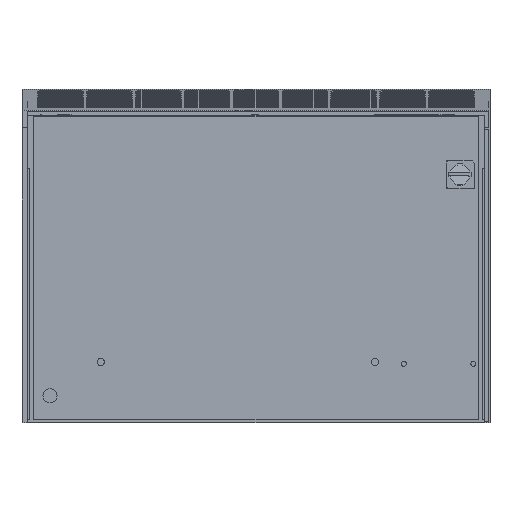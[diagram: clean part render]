
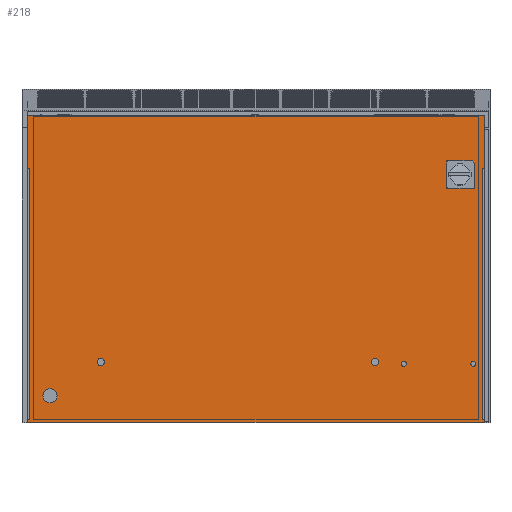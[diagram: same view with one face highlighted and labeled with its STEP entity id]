
A CAD part, front view. The second image highlights one B-rep face of the part: STEP entity #218.
In plain terms, the highlighted planar face has unit normal (0, -1, 0).
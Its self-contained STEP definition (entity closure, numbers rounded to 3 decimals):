
#218=ADVANCED_FACE('',(#2062,#2063,#2064,#2065,#2066,#2067,#2068),#2069,.T.);
#2062=FACE_OUTER_BOUND('',#6132,.T.);
#2063=FACE_BOUND('',#6133,.T.);
#2064=FACE_BOUND('',#6134,.T.);
#2065=FACE_BOUND('',#6135,.T.);
#2066=FACE_BOUND('',#6136,.T.);
#2067=FACE_BOUND('',#6137,.T.);
#2068=FACE_BOUND('',#6138,.T.);
#2069=PLANE('',#6139);
#6132=EDGE_LOOP('',(#11068,#11069,#11070,#11071,#11072,#11073,#11074,#11075,#11076,#11077,#11078,#11079));
#6133=EDGE_LOOP('',(#11080,#11081));
#6134=EDGE_LOOP('',(#11082,#11083));
#6135=EDGE_LOOP('',(#11084,#11085,#11086,#11087,#11088));
#6136=EDGE_LOOP('',(#11089,#11090));
#6137=EDGE_LOOP('',(#11091,#11092));
#6138=EDGE_LOOP('',(#11093,#11094));
#6139=AXIS2_PLACEMENT_3D('',#11095,#11096,#11097);
#11068=ORIENTED_EDGE('',*,*,#25364,.F.);
#11069=ORIENTED_EDGE('',*,*,#25369,.T.);
#11070=ORIENTED_EDGE('',*,*,#25370,.T.);
#11071=ORIENTED_EDGE('',*,*,#25371,.F.);
#11072=ORIENTED_EDGE('',*,*,#25372,.F.);
#11073=ORIENTED_EDGE('',*,*,#25373,.F.);
#11074=ORIENTED_EDGE('',*,*,#25374,.T.);
#11075=ORIENTED_EDGE('',*,*,#25375,.F.);
#11076=ORIENTED_EDGE('',*,*,#25368,.F.);
#11077=ORIENTED_EDGE('',*,*,#25376,.F.);
#11078=ORIENTED_EDGE('',*,*,#25377,.F.);
#11079=ORIENTED_EDGE('',*,*,#25378,.F.);
#11080=ORIENTED_EDGE('',*,*,#25379,.F.);
#11081=ORIENTED_EDGE('',*,*,#25380,.F.);
#11082=ORIENTED_EDGE('',*,*,#25381,.F.);
#11083=ORIENTED_EDGE('',*,*,#25382,.F.);
#11084=ORIENTED_EDGE('',*,*,#25383,.F.);
#11085=ORIENTED_EDGE('',*,*,#25384,.F.);
#11086=ORIENTED_EDGE('',*,*,#25385,.F.);
#11087=ORIENTED_EDGE('',*,*,#25386,.F.);
#11088=ORIENTED_EDGE('',*,*,#25387,.F.);
#11089=ORIENTED_EDGE('',*,*,#25388,.F.);
#11090=ORIENTED_EDGE('',*,*,#25389,.F.);
#11091=ORIENTED_EDGE('',*,*,#25390,.F.);
#11092=ORIENTED_EDGE('',*,*,#25391,.F.);
#11093=ORIENTED_EDGE('',*,*,#25392,.F.);
#11094=ORIENTED_EDGE('',*,*,#25393,.F.);
#11095=CARTESIAN_POINT('',(0.0,0.0,0.0));
#11096=DIRECTION('',(0.0,-1.0,0.0));
#11097=DIRECTION('',(0.0,0.0,-1.0));
#25364=EDGE_CURVE('',#30954,#30956,#30957,.T.);
#25368=EDGE_CURVE('',#30962,#30945,#30964,.T.);
#25369=EDGE_CURVE('',#30954,#30965,#30966,.T.);
#25370=EDGE_CURVE('',#30965,#30967,#30968,.T.);
#25371=EDGE_CURVE('',#30969,#30967,#30970,.T.);
#25372=EDGE_CURVE('',#30971,#30969,#30972,.T.);
#25373=EDGE_CURVE('',#30973,#30971,#30974,.T.);
#25374=EDGE_CURVE('',#30973,#30975,#30976,.T.);
#25375=EDGE_CURVE('',#30945,#30975,#30977,.T.);
#25376=EDGE_CURVE('',#30978,#30962,#30979,.T.);
#25377=EDGE_CURVE('',#30980,#30978,#30981,.T.);
#25378=EDGE_CURVE('',#30956,#30980,#30982,.T.);
#25379=EDGE_CURVE('',#30983,#30984,#30985,.T.);
#25380=EDGE_CURVE('',#30984,#30983,#30986,.T.);
#25381=EDGE_CURVE('',#30987,#30988,#30989,.T.);
#25382=EDGE_CURVE('',#30988,#30987,#30990,.T.);
#25383=EDGE_CURVE('',#30991,#30992,#30993,.T.);
#25384=EDGE_CURVE('',#30994,#30991,#30995,.T.);
#25385=EDGE_CURVE('',#30996,#30994,#30997,.T.);
#25386=EDGE_CURVE('',#30998,#30996,#30999,.T.);
#25387=EDGE_CURVE('',#30992,#30998,#31000,.T.);
#25388=EDGE_CURVE('',#31001,#31002,#31003,.T.);
#25389=EDGE_CURVE('',#31002,#31001,#31004,.T.);
#25390=EDGE_CURVE('',#31005,#31006,#31007,.T.);
#25391=EDGE_CURVE('',#31006,#31005,#31008,.T.);
#25392=EDGE_CURVE('',#31009,#31010,#31011,.T.);
#25393=EDGE_CURVE('',#31010,#31009,#31012,.T.);
#30945=VERTEX_POINT('',#39448);
#30954=VERTEX_POINT('',#39461);
#30956=VERTEX_POINT('',#39464);
#30957=LINE('',#39465,#39466);
#30962=VERTEX_POINT('',#39473);
#30964=LINE('',#39476,#39477);
#30965=VERTEX_POINT('',#39478);
#30966=LINE('',#39479,#39480);
#30967=VERTEX_POINT('',#39481);
#30968=LINE('',#39482,#39483);
#30969=VERTEX_POINT('',#39484);
#30970=LINE('',#39485,#39486);
#30971=VERTEX_POINT('',#39487);
#30972=LINE('',#39488,#39489);
#30973=VERTEX_POINT('',#39490);
#30974=LINE('',#39491,#39492);
#30975=VERTEX_POINT('',#39493);
#30976=LINE('',#39494,#39495);
#30977=LINE('',#39496,#39497);
#30978=VERTEX_POINT('',#39498);
#30979=LINE('',#39499,#39500);
#30980=VERTEX_POINT('',#39501);
#30981=LINE('',#39502,#39503);
#30982=LINE('',#39504,#39505);
#30983=VERTEX_POINT('',#39506);
#30984=VERTEX_POINT('',#39507);
#30985=CIRCLE('',#39508,2.75);
#30986=CIRCLE('',#39509,2.75);
#30987=VERTEX_POINT('',#39510);
#30988=VERTEX_POINT('',#39511);
#30989=CIRCLE('',#39512,2.75);
#30990=CIRCLE('',#39513,2.75);
#30991=VERTEX_POINT('',#39514);
#30992=VERTEX_POINT('',#39515);
#30993=LINE('',#39516,#39517);
#30994=VERTEX_POINT('',#39518);
#30995=LINE('',#39519,#39520);
#30996=VERTEX_POINT('',#39521);
#30997=LINE('',#39522,#39523);
#30998=VERTEX_POINT('',#39524);
#30999=LINE('',#39525,#39526);
#31000=LINE('',#39527,#39528);
#31001=VERTEX_POINT('',#39529);
#31002=VERTEX_POINT('',#39530);
#31003=CIRCLE('',#39531,7.75);
#31004=CIRCLE('',#39532,7.75);
#31005=VERTEX_POINT('',#39533);
#31006=VERTEX_POINT('',#39534);
#31007=CIRCLE('',#39535,4.0);
#31008=CIRCLE('',#39536,4.0);
#31009=VERTEX_POINT('',#39537);
#31010=VERTEX_POINT('',#39538);
#31011=CIRCLE('',#39539,4.0);
#31012=CIRCLE('',#39540,4.0);
#39448=CARTESIAN_POINT('',(0.0,0.0,335.8));
#39461=CARTESIAN_POINT('',(0.0,0.,0.0));
#39464=CARTESIAN_POINT('',(0.001,0.,3.202));
#39465=CARTESIAN_POINT('',(0.0,0.,0.0));
#39466=VECTOR('',#51055,3.202);
#39473=CARTESIAN_POINT('',(0.001,0.,278.202));
#39476=CARTESIAN_POINT('',(0.001,0.,278.202));
#39477=VECTOR('',#51059,57.598);
#39478=CARTESIAN_POINT('',(500.0,0.,0.0));
#39479=CARTESIAN_POINT('',(0.0,0.,0.0));
#39480=VECTOR('',#51060,500.0);
#39481=CARTESIAN_POINT('',(499.998,0.,3.202));
#39482=CARTESIAN_POINT('',(500.0,0.,0.0));
#39483=VECTOR('',#51061,3.202);
#39484=CARTESIAN_POINT('',(497.594,0.0,3.202));
#39485=CARTESIAN_POINT('',(497.594,0.0,3.202));
#39486=VECTOR('',#51062,2.404);
#39487=CARTESIAN_POINT('',(497.594,0.0,278.202));
#39488=CARTESIAN_POINT('',(497.594,0.0,278.202));
#39489=VECTOR('',#51063,275.0);
#39490=CARTESIAN_POINT('',(499.998,0.,278.202));
#39491=CARTESIAN_POINT('',(499.998,0.,278.202));
#39492=VECTOR('',#51064,2.404);
#39493=CARTESIAN_POINT('',(500.0,0.0,335.8));
#39494=CARTESIAN_POINT('',(499.998,0.,278.202));
#39495=VECTOR('',#51065,57.598);
#39496=CARTESIAN_POINT('',(0.0,0.0,335.8));
#39497=VECTOR('',#51066,500.0);
#39498=CARTESIAN_POINT('',(2.404,0.0,278.202));
#39499=CARTESIAN_POINT('',(2.404,0.0,278.202));
#39500=VECTOR('',#51067,2.403);
#39501=CARTESIAN_POINT('',(2.404,0.0,3.202));
#39502=CARTESIAN_POINT('',(2.404,0.0,3.202));
#39503=VECTOR('',#51068,275.0);
#39504=CARTESIAN_POINT('',(0.001,0.,3.202));
#39505=VECTOR('',#51069,2.403);
#39506=CARTESIAN_POINT('',(411.88,0.0,61.25));
#39507=CARTESIAN_POINT('',(411.88,0.0,66.75));
#39508=AXIS2_PLACEMENT_3D('',#51070,#51071,#51072);
#39509=AXIS2_PLACEMENT_3D('',#51073,#51074,#51075);
#39510=CARTESIAN_POINT('',(487.88,0.0,61.25));
#39511=CARTESIAN_POINT('',(487.88,0.0,66.75));
#39512=AXIS2_PLACEMENT_3D('',#51076,#51077,#51078);
#39513=AXIS2_PLACEMENT_3D('',#51079,#51080,#51081);
#39514=CARTESIAN_POINT('',(486.55,0.0,286.0));
#39515=CARTESIAN_POINT('',(458.88,0.0,286.0));
#39516=CARTESIAN_POINT('',(486.55,0.0,286.0));
#39517=VECTOR('',#51082,27.67);
#39518=CARTESIAN_POINT('',(488.88,0.0,283.67));
#39519=CARTESIAN_POINT('',(488.88,0.0,283.67));
#39520=VECTOR('',#51083,3.295);
#39521=CARTESIAN_POINT('',(488.88,0.0,256.0));
#39522=CARTESIAN_POINT('',(488.88,0.0,256.0));
#39523=VECTOR('',#51084,27.67);
#39524=CARTESIAN_POINT('',(458.88,0.0,256.0));
#39525=CARTESIAN_POINT('',(458.88,0.0,256.0));
#39526=VECTOR('',#51085,30.0);
#39527=CARTESIAN_POINT('',(458.88,0.0,286.0));
#39528=VECTOR('',#51086,30.0);
#39529=CARTESIAN_POINT('',(24.501,0.0,21.25));
#39530=CARTESIAN_POINT('',(24.501,0.0,36.75));
#39531=AXIS2_PLACEMENT_3D('',#51087,#51088,#51089);
#39532=AXIS2_PLACEMENT_3D('',#51090,#51091,#51092);
#39533=CARTESIAN_POINT('',(80.126,0.0,62.0));
#39534=CARTESIAN_POINT('',(80.126,0.0,70.0));
#39535=AXIS2_PLACEMENT_3D('',#51093,#51094,#51095);
#39536=AXIS2_PLACEMENT_3D('',#51096,#51097,#51098);
#39537=CARTESIAN_POINT('',(380.126,0.0,62.0));
#39538=CARTESIAN_POINT('',(380.126,0.0,70.0));
#39539=AXIS2_PLACEMENT_3D('',#51099,#51100,#51101);
#39540=AXIS2_PLACEMENT_3D('',#51102,#51103,#51104);
#51055=DIRECTION('',(0.,0.,1.));
#51059=DIRECTION('',(0.,0.0,1.));
#51060=DIRECTION('',(1.0,0.0,0.0));
#51061=DIRECTION('',(-0.001,0.,1.));
#51062=DIRECTION('',(1.0,0.0,0.0));
#51063=DIRECTION('',(0.0,0.0,-1.0));
#51064=DIRECTION('',(-1.0,0.0,0.0));
#51065=DIRECTION('',(0.,0.0,1.));
#51066=DIRECTION('',(1.0,0.0,0.0));
#51067=DIRECTION('',(-1.0,0.0,0.0));
#51068=DIRECTION('',(0.0,0.0,1.0));
#51069=DIRECTION('',(1.0,0.0,0.0));
#51070=CARTESIAN_POINT('',(411.88,0.0,64.0));
#51071=DIRECTION('',(0.0,-1.0,0.0));
#51072=DIRECTION('',(0.0,0.0,-1.0));
#51073=CARTESIAN_POINT('',(411.88,0.0,64.0));
#51074=DIRECTION('',(0.0,-1.0,0.0));
#51075=DIRECTION('',(0.0,0.0,1.0));
#51076=CARTESIAN_POINT('',(487.88,0.0,64.0));
#51077=DIRECTION('',(0.0,-1.0,0.0));
#51078=DIRECTION('',(0.0,0.0,-1.0));
#51079=CARTESIAN_POINT('',(487.88,0.0,64.0));
#51080=DIRECTION('',(0.0,-1.0,0.0));
#51081=DIRECTION('',(0.0,0.0,1.0));
#51082=DIRECTION('',(-1.0,0.0,0.0));
#51083=DIRECTION('',(-0.707,0.0,0.707));
#51084=DIRECTION('',(0.0,0.0,1.0));
#51085=DIRECTION('',(1.0,0.0,0.0));
#51086=DIRECTION('',(0.0,0.0,-1.0));
#51087=CARTESIAN_POINT('',(24.501,0.0,29.0));
#51088=DIRECTION('',(0.0,-1.0,0.0));
#51089=DIRECTION('',(0.0,0.0,-1.0));
#51090=CARTESIAN_POINT('',(24.501,0.0,29.0));
#51091=DIRECTION('',(0.0,-1.0,0.0));
#51092=DIRECTION('',(0.0,0.0,1.0));
#51093=CARTESIAN_POINT('',(80.126,0.0,66.0));
#51094=DIRECTION('',(0.0,-1.0,0.0));
#51095=DIRECTION('',(0.0,0.0,-1.0));
#51096=CARTESIAN_POINT('',(80.126,0.0,66.0));
#51097=DIRECTION('',(0.0,-1.0,0.0));
#51098=DIRECTION('',(0.0,0.0,1.0));
#51099=CARTESIAN_POINT('',(380.126,0.0,66.0));
#51100=DIRECTION('',(0.0,-1.0,0.0));
#51101=DIRECTION('',(0.0,0.0,-1.0));
#51102=CARTESIAN_POINT('',(380.126,0.0,66.0));
#51103=DIRECTION('',(0.0,-1.0,0.0));
#51104=DIRECTION('',(0.,0.0,1.0));
